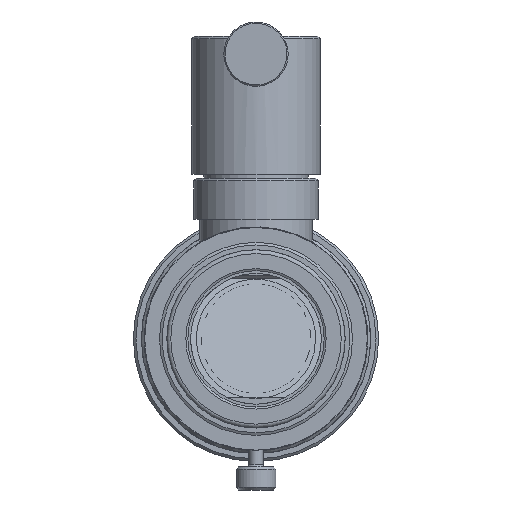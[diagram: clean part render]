
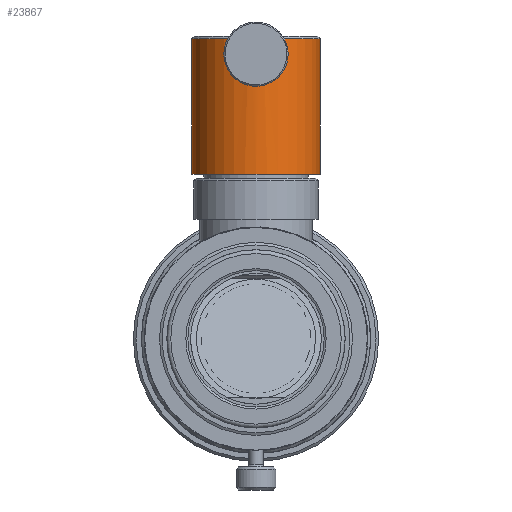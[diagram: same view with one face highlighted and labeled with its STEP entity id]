
A CAD part, left-side view. The second image highlights one B-rep face of the part: STEP entity #23867.
In plain terms, the highlighted cylindrical face has radius 12.7 mm (diameter 25.4 mm), a full revolution.
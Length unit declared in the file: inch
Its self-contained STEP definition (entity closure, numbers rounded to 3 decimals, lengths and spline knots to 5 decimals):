
#23617=CARTESIAN_POINT('',(1.084,0.5,0.));
#23618=VERTEX_POINT('',#23617);
#23619=CARTESIAN_POINT('',(1.214,0.5,0.0));
#23620=VERTEX_POINT('',#23619);
#23621=CARTESIAN_POINT('',(1.084,0.5,0.));
#23622=CARTESIAN_POINT('',(1.084,0.5,-0.00817));
#23623=CARTESIAN_POINT('',(1.08563,0.49978,-0.01688));
#23624=CARTESIAN_POINT('',(1.09227,0.49898,-0.03289));
#23625=CARTESIAN_POINT('',(1.09727,0.49842,-0.0402));
#23626=CARTESIAN_POINT('',(1.1088,0.49735,-0.05173));
#23627=CARTESIAN_POINT('',(1.11611,0.49678,-0.05673));
#23628=CARTESIAN_POINT('',(1.13212,0.49598,-0.06337));
#23629=CARTESIAN_POINT('',(1.14083,0.49576,-0.065));
#23630=CARTESIAN_POINT('',(1.15717,0.49576,-0.065));
#23631=CARTESIAN_POINT('',(1.16588,0.49598,-0.06337));
#23632=CARTESIAN_POINT('',(1.18189,0.49678,-0.05673));
#23633=CARTESIAN_POINT('',(1.1892,0.49735,-0.05173));
#23634=CARTESIAN_POINT('',(1.20073,0.49842,-0.0402));
#23635=CARTESIAN_POINT('',(1.20573,0.49898,-0.03289));
#23636=CARTESIAN_POINT('',(1.21237,0.49978,-0.01688));
#23637=CARTESIAN_POINT('',(1.214,0.5,-0.00817));
#23638=CARTESIAN_POINT('',(1.214,0.5,0.));
#23639=B_SPLINE_CURVE_WITH_KNOTS('',3,(#23621,#23622,#23623,#23624,#23625,#23626,#23627,#23628,#23629,#23630,#23631,#23632,#23633,#23634,#23635,#23636,#23637,#23638),.UNSPECIFIED.,.F.,.U.,(4,2,2,2,2,2,2,2,4),(0.24907,0.31133,0.3736,0.43587,0.49813,0.5604,0.62267,0.68493,0.7472),.UNSPECIFIED.);
#23640=EDGE_CURVE('',#23618,#23620,#23639,.T.);
#23642=CARTESIAN_POINT('',(1.214,0.5,0.));
#23643=CARTESIAN_POINT('',(1.214,0.5,0.00817));
#23644=CARTESIAN_POINT('',(1.21237,0.49978,0.01688));
#23645=CARTESIAN_POINT('',(1.20573,0.49898,0.03289));
#23646=CARTESIAN_POINT('',(1.20073,0.49842,0.0402));
#23647=CARTESIAN_POINT('',(1.1892,0.49735,0.05173));
#23648=CARTESIAN_POINT('',(1.18189,0.49678,0.05673));
#23649=CARTESIAN_POINT('',(1.16588,0.49598,0.06337));
#23650=CARTESIAN_POINT('',(1.15717,0.49576,0.065));
#23651=CARTESIAN_POINT('',(1.149,0.49576,0.065));
#23652=CARTESIAN_POINT('',(1.14083,0.49576,0.065));
#23653=CARTESIAN_POINT('',(1.13212,0.49598,0.06337));
#23654=CARTESIAN_POINT('',(1.11611,0.49678,0.05673));
#23655=CARTESIAN_POINT('',(1.1088,0.49735,0.05173));
#23656=CARTESIAN_POINT('',(1.09727,0.49842,0.0402));
#23657=CARTESIAN_POINT('',(1.09227,0.49898,0.03289));
#23658=CARTESIAN_POINT('',(1.08563,0.49978,0.01688));
#23659=CARTESIAN_POINT('',(1.084,0.5,0.00817));
#23660=CARTESIAN_POINT('',(1.084,0.5,0.));
#23661=B_SPLINE_CURVE_WITH_KNOTS('',3,(#23642,#23643,#23644,#23645,#23646,#23647,#23648,#23649,#23650,#23651,#23652,#23653,#23654,#23655,#23656,#23657,#23658,#23659,#23660),.UNSPECIFIED.,.F.,.U.,(4,2,2,2,3,2,2,2,4),(0.7472,0.80947,0.87173,0.934,0.99627,1.05853,1.1208,1.18307,1.24533),.UNSPECIFIED.);
#23662=EDGE_CURVE('',#23620,#23618,#23661,.T.);
#23821=CARTESIAN_POINT('',(1.269,0.5,0.));
#23822=VERTEX_POINT('',#23821);
#23823=CARTESIAN_POINT('',(1.269,0.0,0.0));
#23824=DIRECTION('',(1.0,0.0,0.0));
#23825=DIRECTION('',(0.0,-1.0,0.0));
#23826=AXIS2_PLACEMENT_3D('',#23823,#23824,#23825);
#23827=CIRCLE('',#23826,0.5);
#23828=EDGE_CURVE('',#23822,#23822,#23827,.T.);
#23844=CARTESIAN_POINT('',(0.7525,0.0,0.0));
#23845=DIRECTION('',(1.0,0.0,0.0));
#23846=DIRECTION('',(0.0,1.0,0.0));
#23847=AXIS2_PLACEMENT_3D('',#23844,#23845,#23846);
#23848=CYLINDRICAL_SURFACE('',#23847,0.5);
#23849=CARTESIAN_POINT('',(0.216,0.5,0.0));
#23850=VERTEX_POINT('',#23849);
#23851=CARTESIAN_POINT('',(0.216,0.0,0.0));
#23852=DIRECTION('',(1.0,0.0,0.0));
#23853=DIRECTION('',(0.0,1.0,0.0));
#23854=AXIS2_PLACEMENT_3D('',#23851,#23852,#23853);
#23855=CIRCLE('',#23854,0.5);
#23856=EDGE_CURVE('',#23850,#23850,#23855,.T.);
#23857=ORIENTED_EDGE('',*,*,#23856,.T.);
#23858=EDGE_LOOP('',(#23857));
#23859=FACE_OUTER_BOUND('',#23858,.T.);
#23860=ORIENTED_EDGE('',*,*,#23640,.T.);
#23861=ORIENTED_EDGE('',*,*,#23662,.T.);
#23862=EDGE_LOOP('',(#23860,#23861));
#23863=FACE_BOUND('',#23862,.T.);
#23864=ORIENTED_EDGE('',*,*,#23828,.F.);
#23865=EDGE_LOOP('',(#23864));
#23866=FACE_BOUND('',#23865,.T.);
#23867=ADVANCED_FACE('',(#23859,#23863,#23866),#23848,.T.);
